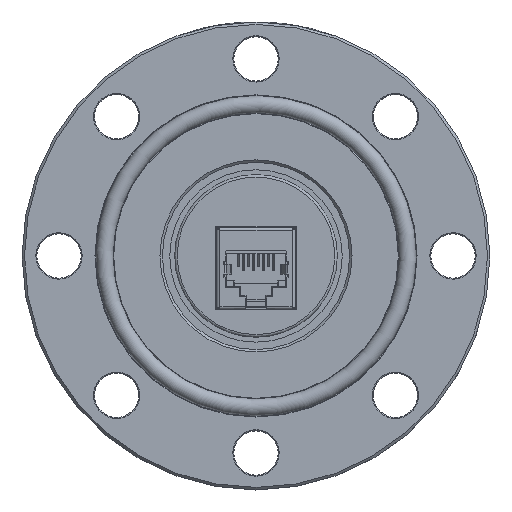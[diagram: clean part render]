
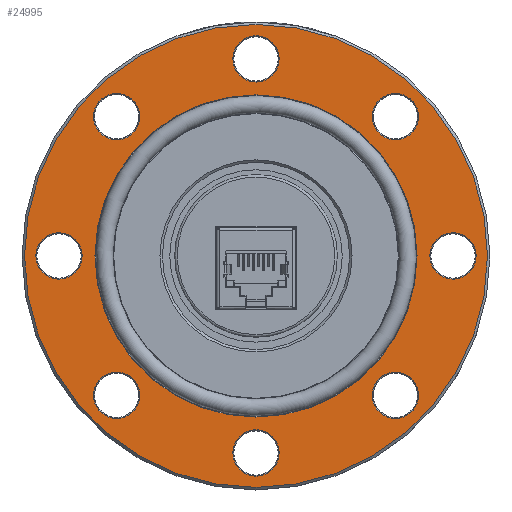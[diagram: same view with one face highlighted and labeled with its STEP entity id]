
A CAD part, top view. The second image highlights one B-rep face of the part: STEP entity #24995.
In plain terms, the highlighted planar face has unit normal (0, 0, 1).
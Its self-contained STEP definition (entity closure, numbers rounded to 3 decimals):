
#58 = EDGE_LOOP ( 'NONE', ( #20577 ) ) ;
#127 = ORIENTED_EDGE ( 'NONE', *, *, #22649, .T. ) ;
#209 = VERTEX_POINT ( 'NONE', #13160 ) ;
#490 = VERTEX_POINT ( 'NONE', #21897 ) ;
#1164 = ORIENTED_EDGE ( 'NONE', *, *, #5310, .T. ) ;
#1627 = ORIENTED_EDGE ( 'NONE', *, *, #25643, .T. ) ;
#1691 = FACE_BOUND ( 'NONE', #3661, .T. ) ;
#2289 = CARTESIAN_POINT ( 'NONE',  ( 0., 40., 0. ) ) ;
#2751 = EDGE_CURVE ( 'NONE', #18743, #18743, #10734, .T. ) ;
#3472 = CARTESIAN_POINT ( 'NONE',  ( 0., 0., 0. ) ) ;
#3537 = CARTESIAN_POINT ( 'NONE',  ( 44.7, 0., 0. ) ) ;
#3574 = FACE_BOUND ( 'NONE', #58, .T. ) ;
#3661 = EDGE_LOOP ( 'NONE', ( #5358 ) ) ;
#3837 = AXIS2_PLACEMENT_3D ( 'NONE', #3472, #22854, #20836 ) ;
#4203 = DIRECTION ( 'NONE',  ( 1., 0., 0. ) ) ;
#4378 = CARTESIAN_POINT ( 'NONE',  ( 32.984, 28.284, 0. ) ) ;
#4387 = AXIS2_PLACEMENT_3D ( 'NONE', #24719, #23275, #23120 ) ;
#5310 = EDGE_CURVE ( 'NONE', #11584, #11584, #12165, .T. ) ;
#5358 = ORIENTED_EDGE ( 'NONE', *, *, #10723, .T. ) ;
#5400 = CARTESIAN_POINT ( 'NONE',  ( -23.584, -28.284, 0. ) ) ;
#5423 = EDGE_LOOP ( 'NONE', ( #1164 ) ) ;
#5575 = FACE_BOUND ( 'NONE', #20733, .T. ) ;
#5858 = CIRCLE ( 'NONE', #11821, 4.7 ) ;
#6146 = CARTESIAN_POINT ( 'NONE',  ( 0., 0., 0. ) ) ;
#6239 = CIRCLE ( 'NONE', #19980, 47. ) ;
#6743 = ORIENTED_EDGE ( 'NONE', *, *, #26118, .T. ) ;
#6778 = EDGE_CURVE ( 'NONE', #22770, #22770, #21172, .T. ) ;
#7779 = AXIS2_PLACEMENT_3D ( 'NONE', #18074, #17804, #11346 ) ;
#8022 = FACE_BOUND ( 'NONE', #11149, .T. ) ;
#8173 = FACE_BOUND ( 'NONE', #17090, .T. ) ;
#8902 = CARTESIAN_POINT ( 'NONE',  ( 28.284, -28.284, 0. ) ) ;
#8996 = AXIS2_PLACEMENT_3D ( 'NONE', #26023, #13129, #4203 ) ;
#9657 = EDGE_CURVE ( 'NONE', #23337, #23337, #25510, .T. ) ;
#9720 = AXIS2_PLACEMENT_3D ( 'NONE', #24268, #10939, #21686 ) ;
#10178 = FACE_BOUND ( 'NONE', #24304, .T. ) ;
#10467 = FACE_BOUND ( 'NONE', #22818, .T. ) ;
#10723 = EDGE_CURVE ( 'NONE', #16741, #16741, #5858, .T. ) ;
#10734 = CIRCLE ( 'NONE', #3837, 32.7 ) ;
#10791 = ORIENTED_EDGE ( 'NONE', *, *, #2751, .T. ) ;
#10939 = DIRECTION ( 'NONE',  ( 0., 0., -1. ) ) ;
#11064 = DIRECTION ( 'NONE',  ( 1., 0., 0. ) ) ;
#11133 = CARTESIAN_POINT ( 'NONE',  ( -35.3, 0., 0. ) ) ;
#11149 = EDGE_LOOP ( 'NONE', ( #26979 ) ) ;
#11239 = AXIS2_PLACEMENT_3D ( 'NONE', #6146, #19065, #18637 ) ;
#11346 = DIRECTION ( 'NONE',  ( 1., 0., 0. ) ) ;
#11584 = VERTEX_POINT ( 'NONE', #20327 ) ;
#11821 = AXIS2_PLACEMENT_3D ( 'NONE', #17738, #26337, #15459 ) ;
#11855 = DIRECTION ( 'NONE',  ( 0., 0., -1. ) ) ;
#12165 = CIRCLE ( 'NONE', #25444, 4.7 ) ;
#12588 = CARTESIAN_POINT ( 'NONE',  ( -23.584, 28.284, 0. ) ) ;
#13129 = DIRECTION ( 'NONE',  ( 0., 0., -1. ) ) ;
#13160 = CARTESIAN_POINT ( 'NONE',  ( 47., 0., 0. ) ) ;
#13583 = CIRCLE ( 'NONE', #4387, 4.7 ) ;
#14479 = PLANE ( 'NONE',  #11239 ) ;
#15459 = DIRECTION ( 'NONE',  ( 1., 0., 0. ) ) ;
#15653 = EDGE_LOOP ( 'NONE', ( #16032 ) ) ;
#15795 = EDGE_CURVE ( 'NONE', #23187, #23187, #13583, .T. ) ;
#16032 = ORIENTED_EDGE ( 'NONE', *, *, #9657, .T. ) ;
#16047 = CIRCLE ( 'NONE', #7779, 4.7 ) ;
#16051 = DIRECTION ( 'NONE',  ( 0., 0., 1. ) ) ;
#16741 = VERTEX_POINT ( 'NONE', #25903 ) ;
#17090 = EDGE_LOOP ( 'NONE', ( #10791 ) ) ;
#17733 = VERTEX_POINT ( 'NONE', #11133 ) ;
#17738 = CARTESIAN_POINT ( 'NONE',  ( 0., -40., 0. ) ) ;
#17804 = DIRECTION ( 'NONE',  ( 0., 0., -1. ) ) ;
#18046 = CARTESIAN_POINT ( 'NONE',  ( 0., 0., 0. ) ) ;
#18074 = CARTESIAN_POINT ( 'NONE',  ( 28.284, 28.284, 0. ) ) ;
#18080 = EDGE_LOOP ( 'NONE', ( #6743 ) ) ;
#18449 = CARTESIAN_POINT ( 'NONE',  ( -28.284, 28.284, 0. ) ) ;
#18637 = DIRECTION ( 'NONE',  ( 1., 0., 0. ) ) ;
#18743 = VERTEX_POINT ( 'NONE', #25332 ) ;
#19065 = DIRECTION ( 'NONE',  ( 0., 0., 1. ) ) ;
#19211 = FACE_BOUND ( 'NONE', #15653, .T. ) ;
#19517 = DIRECTION ( 'NONE',  ( 1., 0., 0. ) ) ;
#19868 = VERTEX_POINT ( 'NONE', #4378 ) ;
#19980 = AXIS2_PLACEMENT_3D ( 'NONE', #18046, #16051, #20626 ) ;
#20319 = DIRECTION ( 'NONE',  ( 1., 0., 0. ) ) ;
#20327 = CARTESIAN_POINT ( 'NONE',  ( 32.984, -28.284, 0. ) ) ;
#20563 = AXIS2_PLACEMENT_3D ( 'NONE', #2289, #22102, #11064 ) ;
#20577 = ORIENTED_EDGE ( 'NONE', *, *, #15795, .T. ) ;
#20626 = DIRECTION ( 'NONE',  ( 1., 0., 0. ) ) ;
#20733 = EDGE_LOOP ( 'NONE', ( #127 ) ) ;
#20836 = DIRECTION ( 'NONE',  ( 1., 0., 0. ) ) ;
#20901 = EDGE_CURVE ( 'NONE', #490, #490, #27432, .T. ) ;
#21172 = CIRCLE ( 'NONE', #9720, 4.7 ) ;
#21686 = DIRECTION ( 'NONE',  ( 1., 0., 0. ) ) ;
#21897 = CARTESIAN_POINT ( 'NONE',  ( 4.7, 40., 0. ) ) ;
#22102 = DIRECTION ( 'NONE',  ( 0., 0., -1. ) ) ;
#22649 = EDGE_CURVE ( 'NONE', #19868, #19868, #16047, .T. ) ;
#22770 = VERTEX_POINT ( 'NONE', #5400 ) ;
#22818 = EDGE_LOOP ( 'NONE', ( #24249 ) ) ;
#22854 = DIRECTION ( 'NONE',  ( 0., 0., -1. ) ) ;
#23120 = DIRECTION ( 'NONE',  ( 1., 0., 0. ) ) ;
#23187 = VERTEX_POINT ( 'NONE', #3537 ) ;
#23275 = DIRECTION ( 'NONE',  ( 0., 0., -1. ) ) ;
#23337 = VERTEX_POINT ( 'NONE', #12588 ) ;
#24108 = DIRECTION ( 'NONE',  ( 0., 0., -1. ) ) ;
#24249 = ORIENTED_EDGE ( 'NONE', *, *, #6778, .T. ) ;
#24268 = CARTESIAN_POINT ( 'NONE',  ( -28.284, -28.284, 0. ) ) ;
#24304 = EDGE_LOOP ( 'NONE', ( #1627 ) ) ;
#24719 = CARTESIAN_POINT ( 'NONE',  ( 40., 0., 0. ) ) ;
#24995 = ADVANCED_FACE ( 'NONE', ( #25809, #8173, #19211, #10178, #10467, #1691, #27675, #3574, #5575, #8022 ), #14479, .T. ) ;
#25332 = CARTESIAN_POINT ( 'NONE',  ( 32.7, 0., 0. ) ) ;
#25444 = AXIS2_PLACEMENT_3D ( 'NONE', #8902, #24108, #19517 ) ;
#25510 = CIRCLE ( 'NONE', #27319, 4.7 ) ;
#25643 = EDGE_CURVE ( 'NONE', #17733, #17733, #27281, .T. ) ;
#25809 = FACE_OUTER_BOUND ( 'NONE', #18080, .T. ) ;
#25903 = CARTESIAN_POINT ( 'NONE',  ( 4.7, -40., 0. ) ) ;
#26023 = CARTESIAN_POINT ( 'NONE',  ( -40., 0., 0. ) ) ;
#26118 = EDGE_CURVE ( 'NONE', #209, #209, #6239, .T. ) ;
#26337 = DIRECTION ( 'NONE',  ( 0., 0., -1. ) ) ;
#26979 = ORIENTED_EDGE ( 'NONE', *, *, #20901, .T. ) ;
#27281 = CIRCLE ( 'NONE', #8996, 4.7 ) ;
#27319 = AXIS2_PLACEMENT_3D ( 'NONE', #18449, #11855, #20319 ) ;
#27432 = CIRCLE ( 'NONE', #20563, 4.7 ) ;
#27675 = FACE_BOUND ( 'NONE', #5423, .T. ) ;
